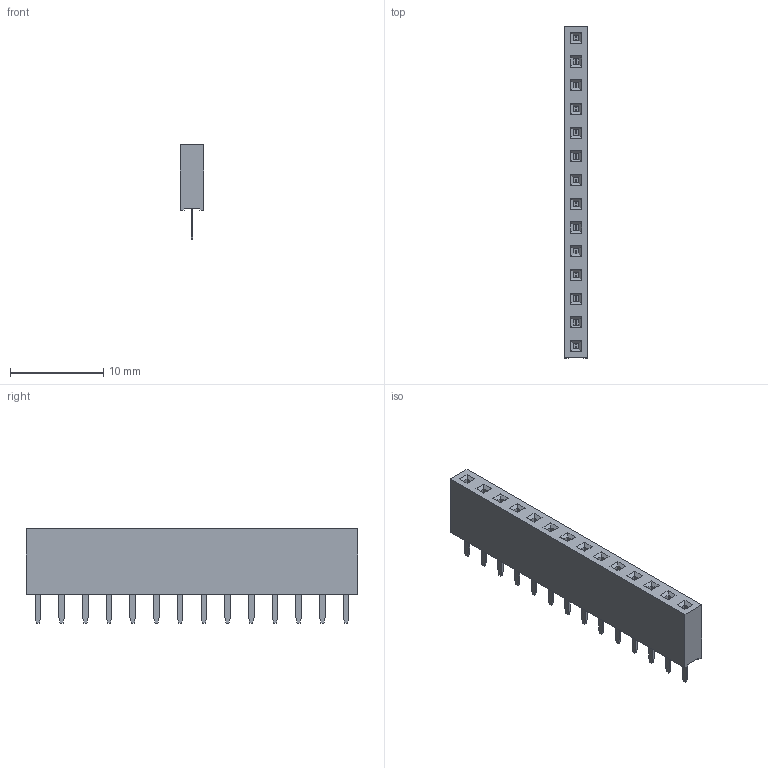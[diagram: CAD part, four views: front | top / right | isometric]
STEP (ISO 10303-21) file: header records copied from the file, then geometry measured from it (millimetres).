
FILE_DESCRIPTION(/* description */ ('STEP AP242','CAx-IF Rec.Pracs.---Representation and Presentation of Product Manufacturing Information (PMI)---4.0---2014-10-13','CAx-IF Rec.Pracs.---3D Tessellated Geometry---0.4---2014-09-14','2;1'),/* implementation_level */ '2;1');
FILE_NAME(/* name */ '63cb08e65336de2962155522',/* time_stamp */ '2023-01-20T21:34:31+00:00',/* author */ (''),/* organization */ (''),/* preprocessor_version */ 'ST-DEVELOPER v18.102',/* originating_system */ ' ',/* authorisation */ ' ');
FILE_SCHEMA (('AP242_MANAGED_MODEL_BASED_3D_ENGINEERING_MIM_LF { 1 0 10303 442 1 1 4 }'));
Length unit declared in the file: metre
Products named in the file (2): PinSocket_1x14_P2.54mm_Vertical001; SOLID004
Assembly tree (1 placements, depth 2):
  PinSocket_1x14_P2.54mm_Vertical001
    SOLID004
Bounding box: 2.54 x 35.56 x 10.1 mm (x, y, z)
Volume: 594.6 mm3; surface area: 1016.2 mm2
Topology: 1 solids, 1 shells, 416 faces, 1060 edges, 688 vertices
Faces by surface type: plane 416
Entity records: 13630 total; most frequent: CARTESIAN_POINT 2166, ORIENTED_EDGE 2120, DIRECTION 1896, EDGE_CURVE 1060, LINE 1060, VECTOR 1060, VERTEX_POINT 688, EDGE_LOOP 458
